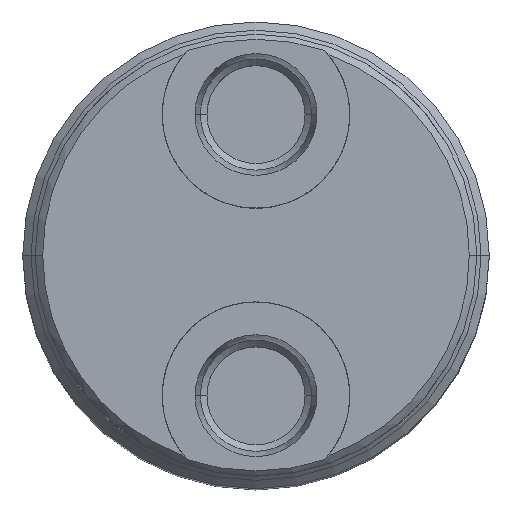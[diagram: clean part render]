
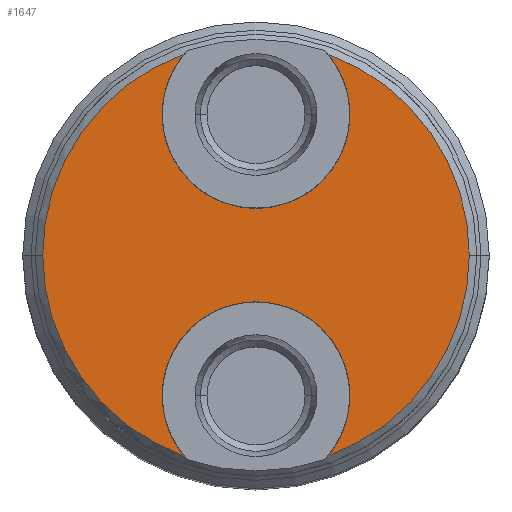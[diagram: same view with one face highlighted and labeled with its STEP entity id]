
A CAD part, top view. The second image highlights one B-rep face of the part: STEP entity #1647.
In plain terms, the highlighted planar face has unit normal (0, 0, 1).
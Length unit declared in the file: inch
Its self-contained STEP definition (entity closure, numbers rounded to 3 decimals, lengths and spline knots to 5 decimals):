
#390=CARTESIAN_POINT('',(0.,0.,3.745));
#391=DIRECTION('',(0.,0.,1.));
#392=DIRECTION('',(-1.,0.,0.));
#393=AXIS2_PLACEMENT_3D('',#390,#391,#392);
#398=CARTESIAN_POINT('',(0.,0.,3.745));
#399=DIRECTION('',(0.,0.,1.));
#400=DIRECTION('',(-0.338,0.941,0.));
#401=AXIS2_PLACEMENT_3D('',#398,#399,#400);
#406=CARTESIAN_POINT('',(0.,0.,3.745));
#407=DIRECTION('',(0.,0.,1.));
#408=DIRECTION('',(1.,0.,0.));
#409=AXIS2_PLACEMENT_3D('',#406,#407,#408);
#414=CARTESIAN_POINT('',(0.,0.,3.745));
#415=DIRECTION('',(0.,0.,1.));
#416=DIRECTION('',(0.338,-0.941,0.));
#417=AXIS2_PLACEMENT_3D('',#414,#415,#416);
#450=CARTESIAN_POINT('',(0.,-0.562,3.745));
#451=DIRECTION('',(0.,0.,-1.));
#452=DIRECTION('',(-0.767,-0.641,0.));
#453=AXIS2_PLACEMENT_3D('',#450,#451,#452);
#724=CARTESIAN_POINT('',(0.,0.562,3.745));
#725=DIRECTION('',(0.,0.,-1.));
#726=DIRECTION('',(0.767,0.641,0.));
#727=AXIS2_PLACEMENT_3D('',#724,#725,#726);
#1344=CARTESIAN_POINT('',(-0.8525,0.,3.745));
#1345=CARTESIAN_POINT('',(-0.28775,-0.80247,3.745));
#1346=VERTEX_POINT('',#1344);
#1347=VERTEX_POINT('',#1345);
#1348=CARTESIAN_POINT('',(0.28775,-0.80247,3.745));
#1349=CARTESIAN_POINT('',(0.8525,0.,3.745));
#1350=VERTEX_POINT('',#1348);
#1351=VERTEX_POINT('',#1349);
#1352=CARTESIAN_POINT('',(0.28775,0.80247,3.745));
#1353=VERTEX_POINT('',#1352);
#1362=CARTESIAN_POINT('',(-0.28775,0.80247,3.745));
#1363=VERTEX_POINT('',#1362);
#1630=CARTESIAN_POINT('',(0.,0.,3.745));
#1631=DIRECTION('',(0.,0.,1.));
#1632=DIRECTION('',(1.,0.,0.));
#1633=AXIS2_PLACEMENT_3D('',#1630,#1631,#1632);
#1634=PLANE('',#1633);
#1636=ORIENTED_EDGE('',*,*,#1635,.F.);
#1637=ORIENTED_EDGE('',*,*,#1620,.F.);
#1639=ORIENTED_EDGE('',*,*,#1638,.F.);
#1640=ORIENTED_EDGE('',*,*,#1612,.F.);
#1642=ORIENTED_EDGE('',*,*,#1641,.F.);
#1644=ORIENTED_EDGE('',*,*,#1643,.F.);
#1645=EDGE_LOOP('',(#1636,#1637,#1639,#1640,#1642,#1644));
#1646=FACE_OUTER_BOUND('',#1645,.F.);
#1647=ADVANCED_FACE('',(#1646),#1634,.T.);
#394=CIRCLE('',#393,0.8525);
#402=CIRCLE('',#401,0.8525);
#410=CIRCLE('',#409,0.8525);
#418=CIRCLE('',#417,0.8525);
#454=CIRCLE('',#453,0.375);
#728=CIRCLE('',#727,0.375);
#1612=EDGE_CURVE('',#1351,#1353,#410,.T.);
#1620=EDGE_CURVE('',#1363,#1346,#402,.T.);
#1635=EDGE_CURVE('',#1346,#1347,#394,.T.);
#1638=EDGE_CURVE('',#1353,#1363,#728,.T.);
#1641=EDGE_CURVE('',#1350,#1351,#418,.T.);
#1643=EDGE_CURVE('',#1347,#1350,#454,.T.);
